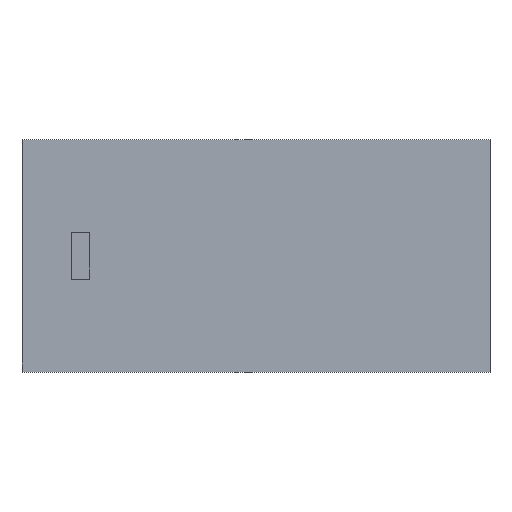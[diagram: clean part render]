
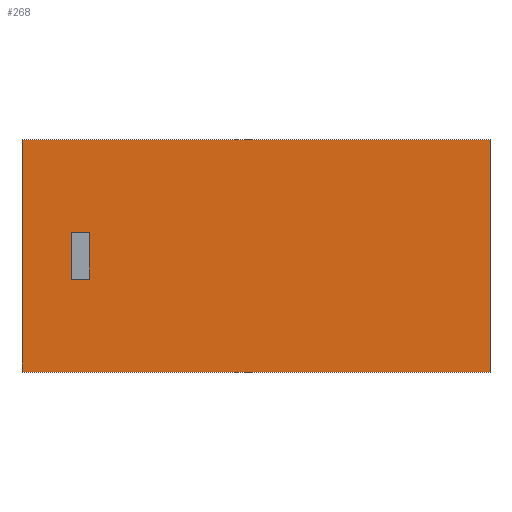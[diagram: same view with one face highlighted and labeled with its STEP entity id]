
A CAD part, top view. The second image highlights one B-rep face of the part: STEP entity #268.
In plain terms, the highlighted planar face has unit normal (0, 0, 1).
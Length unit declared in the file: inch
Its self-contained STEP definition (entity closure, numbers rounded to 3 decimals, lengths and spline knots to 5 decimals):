
#15=FACE_BOUND('',#35,.T.);
#16=FACE_BOUND('',#36,.T.);
#20=FACE_OUTER_BOUND('',#34,.T.);
#34=EDGE_LOOP('',(#191,#192,#193,#194));
#35=EDGE_LOOP('',(#195,#196,#197,#198));
#36=EDGE_LOOP('',(#199,#200,#201,#202));
#48=LINE('',#379,#84);
#56=LINE('',#394,#92);
#57=LINE('',#398,#93);
#58=LINE('',#400,#94);
#59=LINE('',#402,#95);
#60=LINE('',#403,#96);
#61=LINE('',#405,#97);
#62=LINE('',#407,#98);
#63=LINE('',#408,#99);
#64=LINE('',#410,#100);
#65=LINE('',#412,#101);
#66=LINE('',#413,#102);
#84=VECTOR('',#312,0.3937);
#92=VECTOR('',#324,0.3937);
#93=VECTOR('',#327,0.3937);
#94=VECTOR('',#328,0.3937);
#95=VECTOR('',#329,0.3937);
#96=VECTOR('',#330,0.3937);
#97=VECTOR('',#331,0.3937);
#98=VECTOR('',#332,0.3937);
#99=VECTOR('',#333,0.3937);
#100=VECTOR('',#334,0.3937);
#101=VECTOR('',#335,0.3937);
#102=VECTOR('',#336,0.3937);
#119=VERTEX_POINT('',#375);
#121=VERTEX_POINT('',#378);
#125=VERTEX_POINT('',#390);
#126=VERTEX_POINT('',#392);
#127=VERTEX_POINT('',#396);
#128=VERTEX_POINT('',#397);
#129=VERTEX_POINT('',#399);
#130=VERTEX_POINT('',#401);
#131=VERTEX_POINT('',#404);
#132=VERTEX_POINT('',#406);
#133=VERTEX_POINT('',#409);
#134=VERTEX_POINT('',#411);
#144=EDGE_CURVE('',#121,#119,#48,.T.);
#152=EDGE_CURVE('',#126,#125,#56,.T.);
#153=EDGE_CURVE('',#127,#128,#57,.T.);
#154=EDGE_CURVE('',#128,#129,#58,.T.);
#155=EDGE_CURVE('',#129,#130,#59,.T.);
#156=EDGE_CURVE('',#130,#127,#60,.T.);
#157=EDGE_CURVE('',#119,#131,#61,.T.);
#158=EDGE_CURVE('',#131,#132,#62,.T.);
#159=EDGE_CURVE('',#132,#121,#63,.T.);
#160=EDGE_CURVE('',#126,#133,#64,.T.);
#161=EDGE_CURVE('',#133,#134,#65,.T.);
#162=EDGE_CURVE('',#134,#125,#66,.T.);
#191=ORIENTED_EDGE('',*,*,#153,.T.);
#192=ORIENTED_EDGE('',*,*,#154,.T.);
#193=ORIENTED_EDGE('',*,*,#155,.T.);
#194=ORIENTED_EDGE('',*,*,#156,.T.);
#195=ORIENTED_EDGE('',*,*,#157,.T.);
#196=ORIENTED_EDGE('',*,*,#158,.T.);
#197=ORIENTED_EDGE('',*,*,#159,.T.);
#198=ORIENTED_EDGE('',*,*,#144,.T.);
#199=ORIENTED_EDGE('',*,*,#152,.F.);
#200=ORIENTED_EDGE('',*,*,#160,.T.);
#201=ORIENTED_EDGE('',*,*,#161,.T.);
#202=ORIENTED_EDGE('',*,*,#162,.T.);
#254=PLANE('',#296);
#268=ADVANCED_FACE('',(#20,#15,#16),#254,.T.);
#296=AXIS2_PLACEMENT_3D('',#395,#325,#326);
#312=DIRECTION('',(1.,0.,0.));
#324=DIRECTION('',(1.,0.,0.));
#325=DIRECTION('center_axis',(0.,0.,1.));
#326=DIRECTION('ref_axis',(1.,0.,0.));
#327=DIRECTION('',(0.,-1.,0.));
#328=DIRECTION('',(1.,0.,0.));
#329=DIRECTION('',(0.,1.,0.));
#330=DIRECTION('',(-1.,0.,0.));
#331=DIRECTION('',(0.,-1.,0.));
#332=DIRECTION('',(-1.,0.,0.));
#333=DIRECTION('',(0.,1.,0.));
#334=DIRECTION('',(0.,1.,0.));
#335=DIRECTION('',(1.,0.,0.));
#336=DIRECTION('',(0.,-1.,0.));
#375=CARTESIAN_POINT('',(0.34579,0.53,0.09));
#378=CARTESIAN_POINT('',(0.25355,0.53,0.09));
#379=CARTESIAN_POINT('',(0.25355,0.53,0.09));
#390=CARTESIAN_POINT('',(0.34579,0.65,0.09));
#392=CARTESIAN_POINT('',(0.25355,0.65,0.09));
#394=CARTESIAN_POINT('',(0.25355,0.65,0.09));
#395=CARTESIAN_POINT('Origin',(1.19,0.59,0.09));
#396=CARTESIAN_POINT('',(0.,1.18,0.09));
#397=CARTESIAN_POINT('',(0.,0.,0.09));
#398=CARTESIAN_POINT('',(0.,1.18,0.09));
#399=CARTESIAN_POINT('',(2.38,0.,0.09));
#400=CARTESIAN_POINT('',(0.,0.,0.09));
#401=CARTESIAN_POINT('',(2.38,1.18,0.09));
#402=CARTESIAN_POINT('',(2.38,0.,0.09));
#403=CARTESIAN_POINT('',(2.38,1.18,0.09));
#404=CARTESIAN_POINT('',(0.34579,0.47267,0.09));
#405=CARTESIAN_POINT('',(0.34579,0.53134,0.09));
#406=CARTESIAN_POINT('',(0.25355,0.47267,0.09));
#407=CARTESIAN_POINT('',(0.72177,0.47267,0.09));
#408=CARTESIAN_POINT('',(0.25355,0.64866,0.09));
#409=CARTESIAN_POINT('',(0.25355,0.70733,0.09));
#410=CARTESIAN_POINT('',(0.25355,0.64866,0.09));
#411=CARTESIAN_POINT('',(0.34579,0.70733,0.09));
#412=CARTESIAN_POINT('',(0.76789,0.70733,0.09));
#413=CARTESIAN_POINT('',(0.34579,0.53134,0.09));
